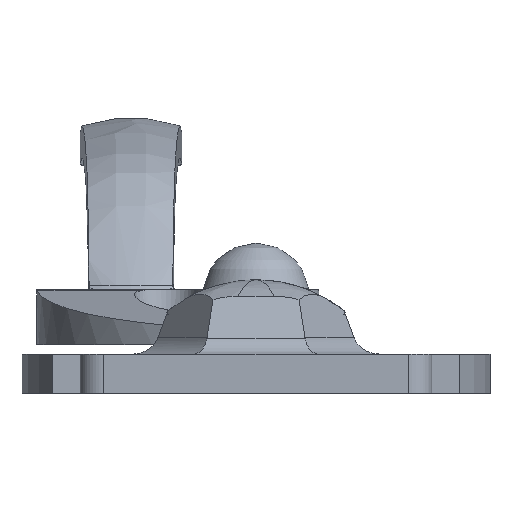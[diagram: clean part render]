
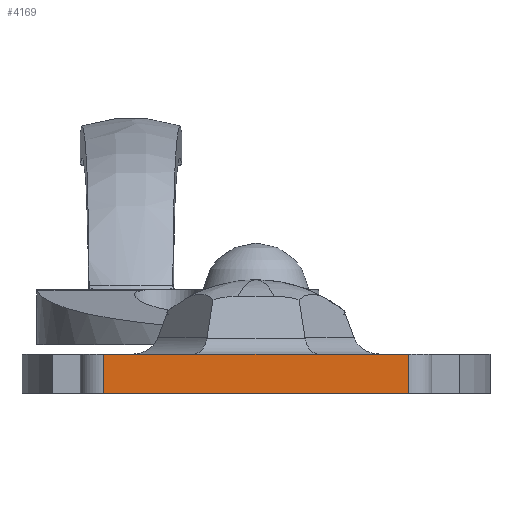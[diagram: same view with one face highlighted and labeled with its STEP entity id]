
A CAD part, left-side view. The second image highlights one B-rep face of the part: STEP entity #4169.
In plain terms, the highlighted free-form (B-spline) face has degree [1, 1] with [2, 2] control points.
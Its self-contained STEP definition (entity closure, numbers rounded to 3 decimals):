
#4103=CARTESIAN_POINT('',(-48.0,19.5,5.));
#4104=VERTEX_POINT('',#4103);
#4119=CARTESIAN_POINT('',(-48.0,19.5,0.0));
#4120=VERTEX_POINT('',#4119);
#4134=CARTESIAN_POINT('',(-48.0,19.5,0.0));
#4135=CARTESIAN_POINT('',(-48.0,19.5,5.));
#4136=QUASI_UNIFORM_CURVE('',1,(#4134,#4135),.UNSPECIFIED.,.F.,.U.);
#4137=EDGE_CURVE('',#4120,#4104,#4136,.T.);
#4142=CARTESIAN_POINT('',(-48.0,21.448,5.25));
#4143=CARTESIAN_POINT('',(-48.0,21.448,-0.25));
#4144=CARTESIAN_POINT('',(-48.0,-21.448,5.25));
#4145=CARTESIAN_POINT('',(-48.0,-21.448,-0.25));
#4146=B_SPLINE_SURFACE_WITH_KNOTS('',1,1,((#4142,#4144),(#4143,#4145)),.UNSPECIFIED.,.F.,.F.,.U.,(2,2),(2,2),(0.0,5.5),(0.0,42.896),.UNSPECIFIED.);
#4147=CARTESIAN_POINT('',(-48.0,-19.5,5.));
#4148=VERTEX_POINT('',#4147);
#4149=CARTESIAN_POINT('',(-48.0,-19.5,5.));
#4150=CARTESIAN_POINT('',(-48.0,19.5,5.));
#4151=QUASI_UNIFORM_CURVE('',1,(#4149,#4150),.UNSPECIFIED.,.F.,.U.);
#4152=EDGE_CURVE('',#4148,#4104,#4151,.T.);
#4153=ORIENTED_EDGE('',*,*,#4152,.T.);
#4154=ORIENTED_EDGE('',*,*,#4137,.F.);
#4155=CARTESIAN_POINT('',(-48.0,-19.5,0.0));
#4156=VERTEX_POINT('',#4155);
#4157=CARTESIAN_POINT('',(-48.0,-19.5,0.0));
#4158=CARTESIAN_POINT('',(-48.0,19.5,0.0));
#4159=QUASI_UNIFORM_CURVE('',1,(#4157,#4158),.UNSPECIFIED.,.F.,.U.);
#4160=EDGE_CURVE('',#4156,#4120,#4159,.T.);
#4161=ORIENTED_EDGE('',*,*,#4160,.F.);
#4162=CARTESIAN_POINT('',(-48.0,-19.5,0.0));
#4163=CARTESIAN_POINT('',(-48.0,-19.5,5.));
#4164=QUASI_UNIFORM_CURVE('',1,(#4162,#4163),.UNSPECIFIED.,.F.,.U.);
#4165=EDGE_CURVE('',#4156,#4148,#4164,.T.);
#4166=ORIENTED_EDGE('',*,*,#4165,.T.);
#4167=EDGE_LOOP('',(#4153,#4154,#4161,#4166));
#4168=FACE_OUTER_BOUND('',#4167,.T.);
#4169=ADVANCED_FACE('',(#4168),#4146,.T.);
